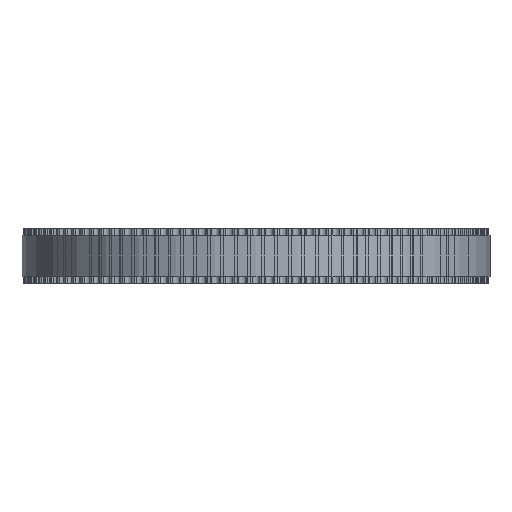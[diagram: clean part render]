
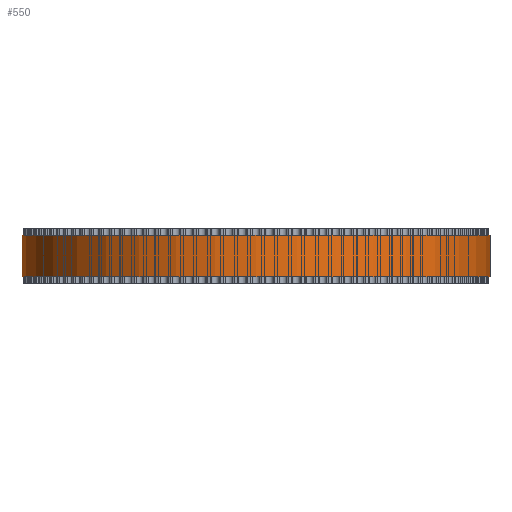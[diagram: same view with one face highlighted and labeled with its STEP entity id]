
A CAD part, front view. The second image highlights one B-rep face of the part: STEP entity #550.
In plain terms, the highlighted cylindrical face has radius 34.059 mm (diameter 68.118 mm), a full revolution.
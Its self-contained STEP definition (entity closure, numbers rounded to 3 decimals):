
#97=FACE_BOUND('',#1840,.T.);
#98=FACE_BOUND('',#1841,.T.);
#550=ADVANCED_FACE('',(#97,#98),#979,.T.);
#979=CYLINDRICAL_SURFACE('',#9559,34.059);
#1840=EDGE_LOOP('',(#5266));
#1841=EDGE_LOOP('',(#5267));
#5266=ORIENTED_EDGE('',*,*,#7410,.T.);
#5267=ORIENTED_EDGE('',*,*,#7411,.T.);
#6124=VERTEX_POINT('',#15140);
#6125=VERTEX_POINT('',#15142);
#7410=EDGE_CURVE('',#6124,#6124,#8268,.T.);
#7411=EDGE_CURVE('',#6125,#6125,#8269,.T.);
#8268=CIRCLE('',#9557,34.059);
#8269=CIRCLE('',#9558,34.059);
#9557=AXIS2_PLACEMENT_3D('',#15139,#12562,#12563);
#9558=AXIS2_PLACEMENT_3D('',#15141,#12564,#12565);
#9559=AXIS2_PLACEMENT_3D('',#15143,#12566,#12567);
#12562=DIRECTION('',(0.,0.,1.));
#12563=DIRECTION('',(1.,0.,0.));
#12564=DIRECTION('',(0.,0.,-1.));
#12565=DIRECTION('',(1.,0.,0.));
#12566=DIRECTION('',(0.,0.,1.));
#12567=DIRECTION('',(1.,0.,0.));
#15139=CARTESIAN_POINT('',(0.,0.,1.));
#15140=CARTESIAN_POINT('',(34.059,0.,1.));
#15141=CARTESIAN_POINT('',(0.,0.,7.));
#15142=CARTESIAN_POINT('',(34.059,0.,7.));
#15143=CARTESIAN_POINT('',(0.,0.,1.));
